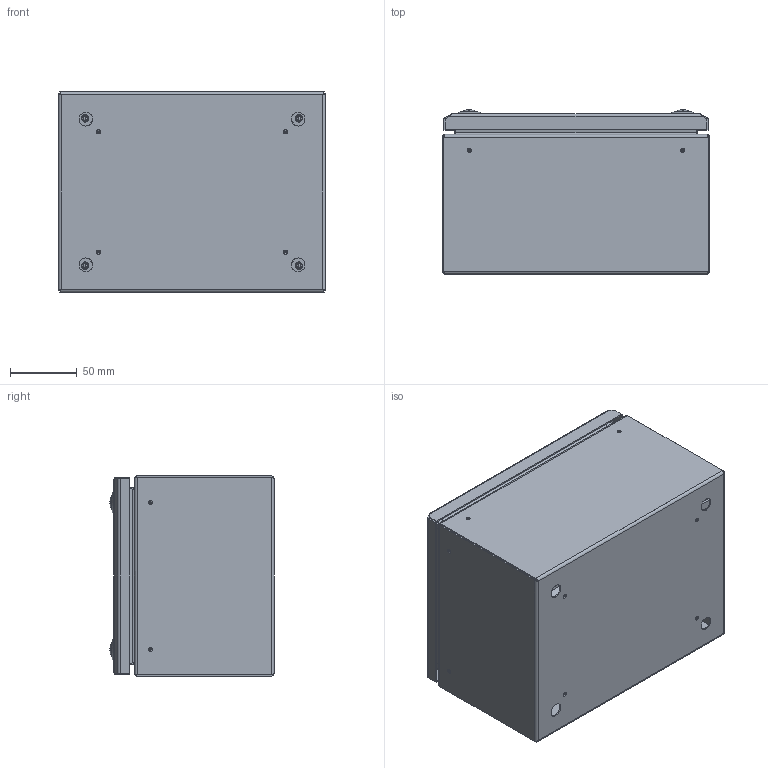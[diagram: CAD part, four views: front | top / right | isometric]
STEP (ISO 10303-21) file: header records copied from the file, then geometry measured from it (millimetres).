
FILE_DESCRIPTION(('STEP AP214'),'1');
FILE_NAME(' ',' ',('TraceParts'),('TraceParts S.A.'),'XStep 1.0',' ',' ');
FILE_SCHEMA(('automotive_design'));
Length unit declared in the file: millimetre
Products named in the file (20): S1B4805101_ASM|Next assembly relationship|Next assembly relationship;S1B4813301; S1B4805101_ASM|Next assembly relationship|Next assembly relationship;S1B4820801; S1B4805101_ASM|Next assembly relationship|Next assembly relationship;S1B4820101; S1B4805101_ASM|Next assembly relationship|Next assembly relationship;S1B4815801; S1B4805101_ASM|Next assembly relationship|Next assembly relationship;S1B4823501; S1B4805101_ASM|Next assembly relationship|Next assembly relationship;S1B4853001; S1B4805101_ASM|Next assembly relationship;S1B4825601; S1B4805101_ASM|Next assembly relationship;S1B4848001
Bounding box: 200 x 122.95 x 150 mm (x, y, z)
Volume: 200772.2 mm3; surface area: 351967.3 mm2
Topology: 18 solids, 20 shells, 1640 faces, 4014 edges, 2393 vertices
Faces by surface type: plane 654, cylinder 344, torus 266, cone 182, bspline 114, sphere 76, revolution 4
Entity records: 77308 total; most frequent: CARTESIAN_POINT 38587, DIRECTION 8222, ORIENTED_EDGE 7968, EDGE_CURVE 3988, AXIS2_PLACEMENT_3D 3200, VERTEX_POINT 2393, LINE 1818, VECTOR 1818
